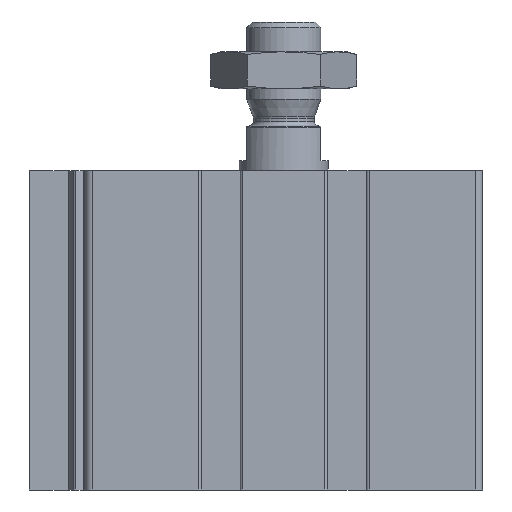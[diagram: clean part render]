
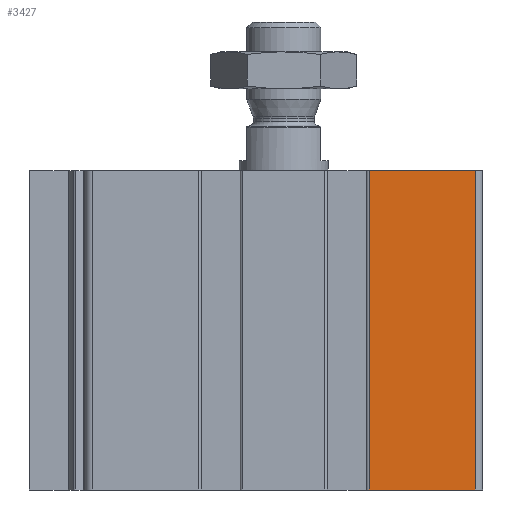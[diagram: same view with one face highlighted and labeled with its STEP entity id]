
A CAD part, left-side view. The second image highlights one B-rep face of the part: STEP entity #3427.
In plain terms, the highlighted planar face has unit normal (-1, 0, 0).
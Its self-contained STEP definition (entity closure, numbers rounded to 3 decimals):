
#367=ORIENTED_EDGE('',*,*,#1371,.F.);
#368=ORIENTED_EDGE('',*,*,#1372,.F.);
#369=ORIENTED_EDGE('',*,*,#1373,.T.);
#370=ORIENTED_EDGE('',*,*,#1374,.T.);
#1371=EDGE_CURVE('',#1873,#1874,#2227,.T.);
#1372=EDGE_CURVE('',#1875,#1873,#2228,.T.);
#1373=EDGE_CURVE('',#1875,#1876,#2229,.T.);
#1374=EDGE_CURVE('',#1876,#1874,#2230,.T.);
#1873=VERTEX_POINT('',#5201);
#1874=VERTEX_POINT('',#5202);
#1875=VERTEX_POINT('',#5204);
#1876=VERTEX_POINT('',#5206);
#2227=LINE('',#5200,#2509);
#2228=LINE('',#5203,#2510);
#2229=LINE('',#5205,#2511);
#2230=LINE('',#5207,#2512);
#2509=VECTOR('',#4090,1000.);
#2510=VECTOR('',#4091,1000.);
#2511=VECTOR('',#4092,1000.);
#2512=VECTOR('',#4093,1000.);
#2791=EDGE_LOOP('',(#367,#368,#369,#370));
#3061=FACE_BOUND('',#2791,.T.);
#3331=PLANE('',#3672);
#3427=ADVANCED_FACE('',(#3061),#3331,.T.);
#3672=AXIS2_PLACEMENT_3D('',#5199,#4088,#4089);
#4088=DIRECTION('',(-1.,0.,0.));
#4089=DIRECTION('',(0.,0.,1.));
#4090=DIRECTION('',(0.,-1.,0.));
#4091=DIRECTION('',(0.,0.,1.));
#4092=DIRECTION('',(0.,-1.,0.));
#4093=DIRECTION('',(0.,0.,1.));
#5199=CARTESIAN_POINT('',(-26.75,-11.5,-43.));
#5200=CARTESIAN_POINT('',(-26.75,-11.5,0.));
#5201=CARTESIAN_POINT('',(-26.75,-11.5,0.));
#5202=CARTESIAN_POINT('',(-26.75,-25.75,0.));
#5203=CARTESIAN_POINT('',(-26.75,-11.5,-43.));
#5204=CARTESIAN_POINT('',(-26.75,-11.5,-43.));
#5205=CARTESIAN_POINT('',(-26.75,-11.5,-43.));
#5206=CARTESIAN_POINT('',(-26.75,-25.75,-43.));
#5207=CARTESIAN_POINT('',(-26.75,-25.75,-43.));
